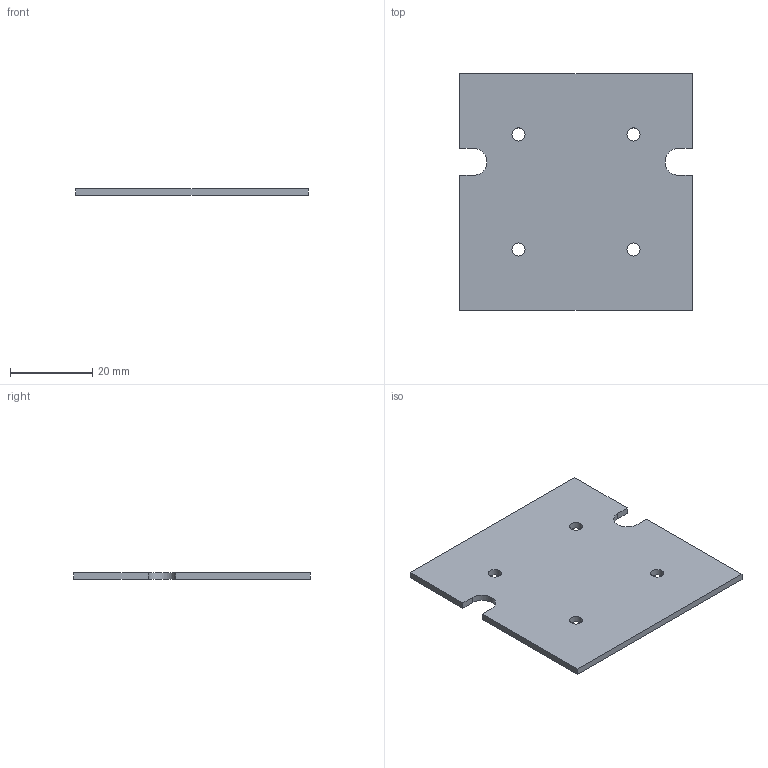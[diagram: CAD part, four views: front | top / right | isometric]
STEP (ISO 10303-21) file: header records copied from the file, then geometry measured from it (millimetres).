
FILE_DESCRIPTION(/* description */ (''),/* implementation_level */ '2;1');
FILE_NAME(/* name */ '1593K PCB.stp',/* time_stamp */ '2016-09-20T15:05:27+02:00',/* author */ ('dimercur'),/* organization */ (''),/* preprocessor_version */ 'ST-DEVELOPER v16.1',/* originating_system */ 'Autodesk Inventor 2016',/* authorisation */ '');
FILE_SCHEMA (('AUTOMOTIVE_DESIGN { 1 0 10303 214 3 1 1 }'));
Length unit declared in the file: millimetre
Products named in the file (1): 1593K PCB
Bounding box: 56.61 x 57.66 x 1.6 mm (x, y, z)
Volume: 5046 mm3; surface area: 6770.8 mm2
Topology: 1 solids, 1 shells, 18 faces, 52 edges, 36 vertices
Faces by surface type: plane 12, cylinder 6
Full cylindrical faces by diameter (mm): 3.2 x4
Entity records: 591 total; most frequent: CARTESIAN_POINT 95, DIRECTION 94, ORIENTED_EDGE 88, EDGE_CURVE 44, LINE 32, VECTOR 32, VERTEX_POINT 32, AXIS2_PLACEMENT_3D 31
